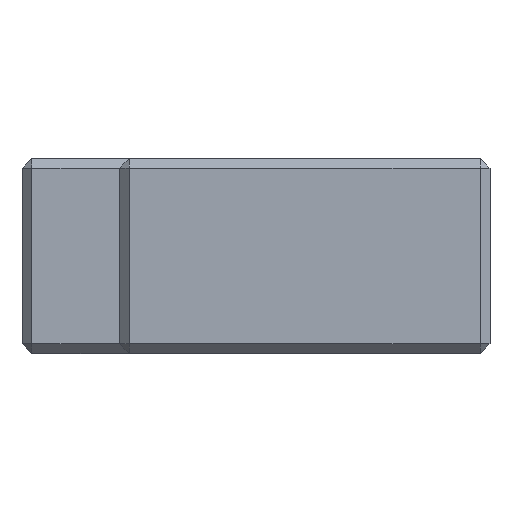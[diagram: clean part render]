
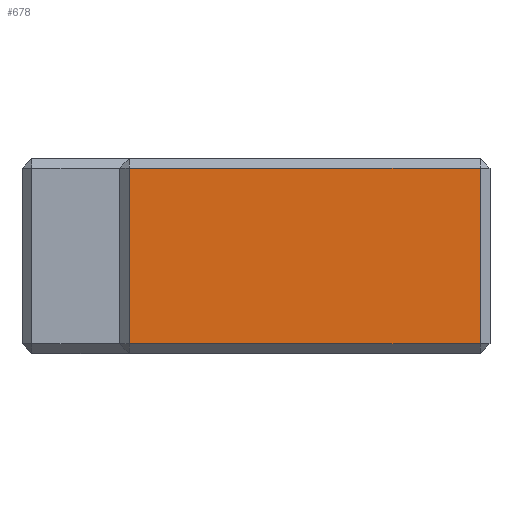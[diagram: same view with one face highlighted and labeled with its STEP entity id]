
A CAD part, left-side view. The second image highlights one B-rep face of the part: STEP entity #678.
In plain terms, the highlighted planar face has unit normal (-1, 0, 0).
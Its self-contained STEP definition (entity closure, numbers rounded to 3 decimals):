
#447 = VERTEX_POINT ( 'NONE', #2704 ) ;
#449 = VERTEX_POINT ( 'NONE', #2701 ) ;
#468 = EDGE_CURVE ( 'NONE', #447, #449, #2788, .T. ) ;
#473 = EDGE_LOOP ( 'NONE', ( #477, #1082, #1088, #1094 ) ) ;
#477 = ORIENTED_EDGE ( 'NONE', *, *, #468, .T. ) ;
#678 = ADVANCED_FACE ( 'NONE', ( #3204 ), #3202, .F. ) ;
#1082 = ORIENTED_EDGE ( 'NONE', *, *, #1083, .T. ) ;
#1083 = EDGE_CURVE ( 'NONE', #449, #1086, #4132, .T. ) ;
#1086 = VERTEX_POINT ( 'NONE', #4127 ) ;
#1088 = ORIENTED_EDGE ( 'NONE', *, *, #1091, .T. ) ;
#1091 = EDGE_CURVE ( 'NONE', #1086, #1092, #4115, .T. ) ;
#1092 = VERTEX_POINT ( 'NONE', #4111 ) ;
#1094 = ORIENTED_EDGE ( 'NONE', *, *, #1095, .T. ) ;
#1095 = EDGE_CURVE ( 'NONE', #1092, #447, #4110, .T. ) ;
#2701 = CARTESIAN_POINT ( 'NONE',  ( -35., 1., -9. ) ) ;
#2704 = CARTESIAN_POINT ( 'NONE',  ( -35., 37., -9. ) ) ;
#2785 = DIRECTION ( 'NONE',  ( 0., -1., 0. ) ) ;
#2786 = VECTOR ( 'NONE', #2785, 1000. ) ;
#2787 = CARTESIAN_POINT ( 'NONE',  ( -35., 38., -9. ) ) ;
#2788 = LINE ( 'NONE', #2787, #2786 ) ;
#3198 = DIRECTION ( 'NONE',  ( 0., 1., 0. ) ) ;
#3199 = DIRECTION ( 'NONE',  ( 1., 0., 0. ) ) ;
#3200 = CARTESIAN_POINT ( 'NONE',  ( -35., 38., 10. ) ) ;
#3201 = AXIS2_PLACEMENT_3D ( 'NONE', #3200, #3199, #3198 ) ;
#3202 = PLANE ( 'NONE',  #3201 ) ;
#3204 = FACE_OUTER_BOUND ( 'NONE', #473, .T. ) ;
#4107 = DIRECTION ( 'NONE',  ( 0., 0., -1. ) ) ;
#4108 = VECTOR ( 'NONE', #4107, 1000. ) ;
#4109 = CARTESIAN_POINT ( 'NONE',  ( -35., 37., 10. ) ) ;
#4110 = LINE ( 'NONE', #4109, #4108 ) ;
#4111 = CARTESIAN_POINT ( 'NONE',  ( -35., 37., 9. ) ) ;
#4112 = DIRECTION ( 'NONE',  ( 0., 1., 0. ) ) ;
#4113 = VECTOR ( 'NONE', #4112, 1000. ) ;
#4114 = CARTESIAN_POINT ( 'NONE',  ( -35., 38., 9. ) ) ;
#4115 = LINE ( 'NONE', #4114, #4113 ) ;
#4127 = CARTESIAN_POINT ( 'NONE',  ( -35., 1., 9. ) ) ;
#4129 = DIRECTION ( 'NONE',  ( 0., 0., 1. ) ) ;
#4130 = VECTOR ( 'NONE', #4129, 1000. ) ;
#4131 = CARTESIAN_POINT ( 'NONE',  ( -35., 1., 10. ) ) ;
#4132 = LINE ( 'NONE', #4131, #4130 ) ;
